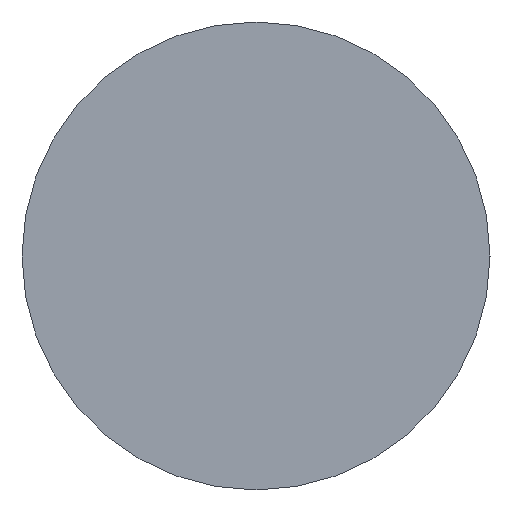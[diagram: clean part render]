
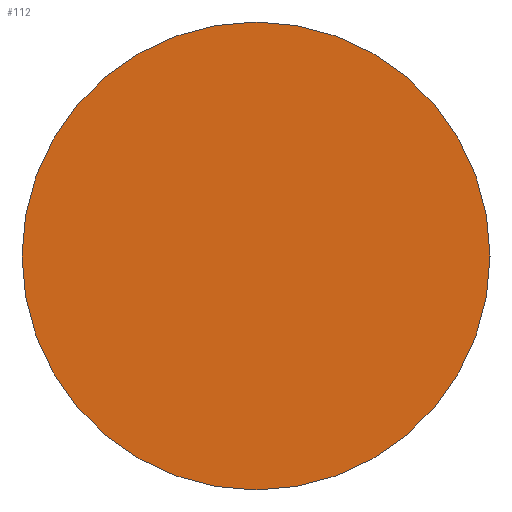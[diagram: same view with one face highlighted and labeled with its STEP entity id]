
A CAD part, left-side view. The second image highlights one B-rep face of the part: STEP entity #112.
In plain terms, the highlighted planar face has unit normal (-1, 0, 0).
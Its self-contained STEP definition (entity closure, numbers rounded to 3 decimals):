
#7 = AXIS2_PLACEMENT_3D ( 'NONE', #37, #12, #11 ) ;
#11 = DIRECTION ( 'NONE',  ( 0., 0., 1. ) ) ;
#12 = DIRECTION ( 'NONE',  ( -1., 0., 0. ) ) ;
#19 = VERTEX_POINT ( 'NONE', #49 ) ;
#20 = AXIS2_PLACEMENT_3D ( 'NONE', #101, #27, #68 ) ;
#27 = DIRECTION ( 'NONE',  ( 1., 0., 0. ) ) ;
#29 = EDGE_CURVE ( 'NONE', #75, #19, #163, .T. ) ;
#37 = CARTESIAN_POINT ( 'NONE',  ( 402.917, 132.673, 0. ) ) ;
#46 = AXIS2_PLACEMENT_3D ( 'NONE', #124, #109, #79 ) ;
#47 = ORIENTED_EDGE ( 'NONE', *, *, #29, .T. ) ;
#49 = CARTESIAN_POINT ( 'NONE',  ( 402.917, 132.673, 12.5 ) ) ;
#68 = DIRECTION ( 'NONE',  ( 0., 0., -1. ) ) ;
#73 = EDGE_LOOP ( 'NONE', ( #178, #47 ) ) ;
#75 = VERTEX_POINT ( 'NONE', #127 ) ;
#76 = FACE_OUTER_BOUND ( 'NONE', #73, .T. ) ;
#79 = DIRECTION ( 'NONE',  ( 0., 0., 1. ) ) ;
#81 = EDGE_CURVE ( 'NONE', #19, #75, #120, .T. ) ;
#101 = CARTESIAN_POINT ( 'NONE',  ( 402.917, 132.673, 0. ) ) ;
#109 = DIRECTION ( 'NONE',  ( -1., 0., 0. ) ) ;
#112 = ADVANCED_FACE ( 'NONE', ( #76 ), #183, .F. ) ;
#120 = CIRCLE ( 'NONE', #7, 12.5 ) ;
#124 = CARTESIAN_POINT ( 'NONE',  ( 402.917, 132.673, 0. ) ) ;
#127 = CARTESIAN_POINT ( 'NONE',  ( 402.917, 132.673, -12.5 ) ) ;
#163 = CIRCLE ( 'NONE', #46, 12.5 ) ;
#178 = ORIENTED_EDGE ( 'NONE', *, *, #81, .T. ) ;
#183 = PLANE ( 'NONE',  #20 ) ;
